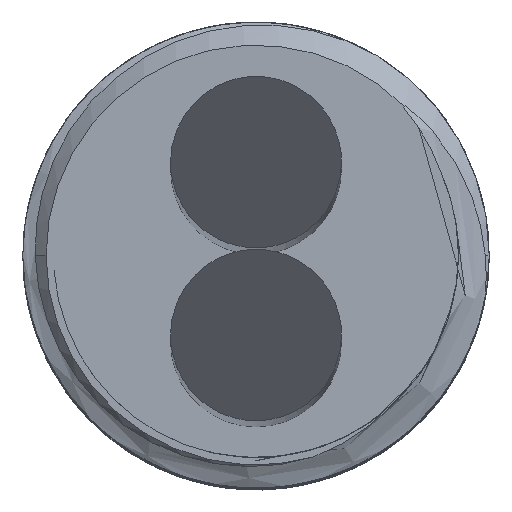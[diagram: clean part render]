
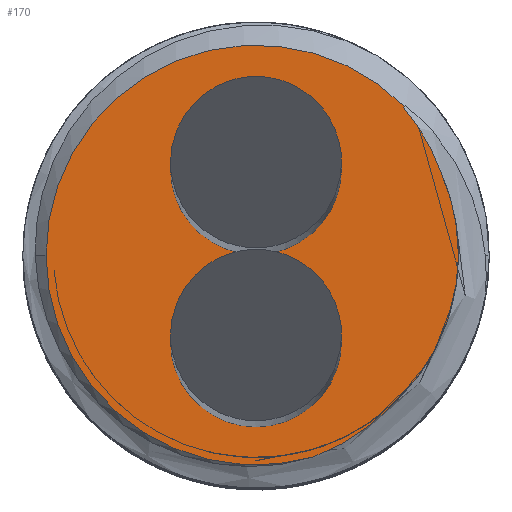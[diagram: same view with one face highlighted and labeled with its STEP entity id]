
A CAD part, top view. The second image highlights one B-rep face of the part: STEP entity #170.
In plain terms, the highlighted planar face has unit normal (0, 0, 1).
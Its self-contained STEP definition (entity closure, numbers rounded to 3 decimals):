
#20 = EDGE_LOOP ( 'NONE', ( #4371, #793, #4923, #3546, #571, #2816 ) ) ;
#34 = CARTESIAN_POINT ( 'NONE',  ( 1.895, 1.895, 17. ) ) ;
#145 = CARTESIAN_POINT ( 'NONE',  ( 0.731, -2.599, 17. ) ) ;
#159 = DIRECTION ( 'NONE',  ( 1., 0., 0. ) ) ;
#170 = ADVANCED_FACE ( 'NONE', ( #3826, #327, #1429 ), #3065, .T. ) ;
#239 = AXIS2_PLACEMENT_3D ( 'NONE', #4461, #478, #159 ) ;
#253 = VERTEX_POINT ( 'NONE', #872 ) ;
#295 = CARTESIAN_POINT ( 'NONE',  ( 1.1, 1.11, 17. ) ) ;
#327 = FACE_BOUND ( 'NONE', #3429, .T. ) ;
#352 = DIRECTION ( 'NONE',  ( 0., 0., 1. ) ) ;
#355 = EDGE_CURVE ( 'NONE', #4060, #1903, #2848, .T. ) ;
#383 = CARTESIAN_POINT ( 'NONE',  ( 2.38, 1.058, 17. ) ) ;
#458 = VERTEX_POINT ( 'NONE', #295 ) ;
#478 = DIRECTION ( 'NONE',  ( 0., 0., 1. ) ) ;
#532 = EDGE_CURVE ( 'NONE', #3751, #5025, #2265, .T. ) ;
#554 = CIRCLE ( 'NONE', #239, 2.7 ) ;
#560 = AXIS2_PLACEMENT_3D ( 'NONE', #1378, #2152, #1738 ) ;
#571 = ORIENTED_EDGE ( 'NONE', *, *, #2213, .T. ) ;
#671 = CARTESIAN_POINT ( 'NONE',  ( -1.1, 1.11, 17. ) ) ;
#677 = CARTESIAN_POINT ( 'NONE',  ( 1.738, -1.94, 17. ) ) ;
#756 = CARTESIAN_POINT ( 'NONE',  ( 0., 0., 17. ) ) ;
#793 = ORIENTED_EDGE ( 'NONE', *, *, #2522, .T. ) ;
#805 = AXIS2_PLACEMENT_3D ( 'NONE', #2331, #3898, #3583 ) ;
#811 = VECTOR ( 'NONE', #2543, 1000. ) ;
#872 = CARTESIAN_POINT ( 'NONE',  ( 1.738, -1.94, 17. ) ) ;
#875 = EDGE_CURVE ( 'NONE', #3176, #3132, #1703, .T. ) ;
#945 = DIRECTION ( 'NONE',  ( 0., 0., 1. ) ) ;
#1063 = VERTEX_POINT ( 'NONE', #1536 ) ;
#1085 = EDGE_CURVE ( 'NONE', #1063, #5025, #3242, .T. ) ;
#1108 = CARTESIAN_POINT ( 'NONE',  ( 0.92, -2.53, 17. ) ) ;
#1213 = AXIS2_PLACEMENT_3D ( 'NONE', #4357, #4211, #2979 ) ;
#1221 = EDGE_CURVE ( 'NONE', #1441, #458, #1666, .T. ) ;
#1378 = CARTESIAN_POINT ( 'NONE',  ( 0., -1.11, 17. ) ) ;
#1429 = FACE_OUTER_BOUND ( 'NONE', #20, .T. ) ;
#1441 = VERTEX_POINT ( 'NONE', #671 ) ;
#1536 = CARTESIAN_POINT ( 'NONE',  ( 2.38, 1.058, 17. ) ) ;
#1567 = EDGE_CURVE ( 'NONE', #3132, #3176, #4804, .T. ) ;
#1609 = CARTESIAN_POINT ( 'NONE',  ( 2.11, 1.647, 17. ) ) ;
#1627 = CARTESIAN_POINT ( 'NONE',  ( 0., 1.11, 17. ) ) ;
#1651 = CARTESIAN_POINT ( 'NONE',  ( 1.1, -1.11, 17. ) ) ;
#1666 = CIRCLE ( 'NONE', #4543, 1.1 ) ;
#1703 = CIRCLE ( 'NONE', #560, 1.1 ) ;
#1738 = DIRECTION ( 'NONE',  ( 1., 0., 0. ) ) ;
#1844 = CARTESIAN_POINT ( 'NONE',  ( 2.563, 0.538, 17. ) ) ;
#1903 = VERTEX_POINT ( 'NONE', #145 ) ;
#2127 = DIRECTION ( 'NONE',  ( 1., 0., 0. ) ) ;
#2152 = DIRECTION ( 'NONE',  ( 0., 0., 1. ) ) ;
#2213 = EDGE_CURVE ( 'NONE', #253, #1063, #2420, .T. ) ;
#2265 = LINE ( 'NONE', #4490, #811 ) ;
#2267 = CARTESIAN_POINT ( 'NONE',  ( 0.731, -2.599, 17. ) ) ;
#2292 = CARTESIAN_POINT ( 'NONE',  ( 1.597, -2.087, 17. ) ) ;
#2331 = CARTESIAN_POINT ( 'NONE',  ( 0., -1.11, 17. ) ) ;
#2420 = B_SPLINE_CURVE_WITH_KNOTS ( 'NONE', 3,
 ( #4505, #3412, #2914, #2941, #3357, #4960, #4476, #1844, #3773, #3718 ),
 .UNSPECIFIED., .F., .F.,
 ( 4, 2, 2, 2, 4 ),
 ( 0., 0.001, 0.002, 0.002, 0.003 ),
 .UNSPECIFIED. ) ;
#2454 = CARTESIAN_POINT ( 'NONE',  ( 0., 1.11, 17. ) ) ;
#2511 = CARTESIAN_POINT ( 'NONE',  ( -2.7, 0., 17. ) ) ;
#2522 = EDGE_CURVE ( 'NONE', #3751, #4060, #554, .T. ) ;
#2543 = DIRECTION ( 'NONE',  ( -0.707, -0.707, 0. ) ) ;
#2555 = ORIENTED_EDGE ( 'NONE', *, *, #3336, .F. ) ;
#2615 = EDGE_LOOP ( 'NONE', ( #3936, #2555 ) ) ;
#2648 = CARTESIAN_POINT ( 'NONE',  ( 1.442, -2.216, 17. ) ) ;
#2771 = AXIS2_PLACEMENT_3D ( 'NONE', #756, #352, #4630 ) ;
#2816 = ORIENTED_EDGE ( 'NONE', *, *, #1085, .T. ) ;
#2848 = CIRCLE ( 'NONE', #1213, 2.7 ) ;
#2914 = CARTESIAN_POINT ( 'NONE',  ( 2.117, -1.541, 17. ) ) ;
#2918 = DIRECTION ( 'NONE',  ( 1., 0., 0. ) ) ;
#2941 = CARTESIAN_POINT ( 'NONE',  ( 2.39, -1.071, 17. ) ) ;
#2979 = DIRECTION ( 'NONE',  ( 1., 0., 0. ) ) ;
#3047 = AXIS2_PLACEMENT_3D ( 'NONE', #1627, #945, #2918 ) ;
#3065 = PLANE ( 'NONE',  #2771 ) ;
#3101 = CARTESIAN_POINT ( 'NONE',  ( 2.272, 1.368, 17. ) ) ;
#3132 = VERTEX_POINT ( 'NONE', #1651 ) ;
#3176 = VERTEX_POINT ( 'NONE', #4396 ) ;
#3227 = CARTESIAN_POINT ( 'NONE',  ( 1.895, 1.895, 17. ) ) ;
#3242 = B_SPLINE_CURVE_WITH_KNOTS ( 'NONE', 3,
 ( #383, #3101, #1609, #34 ),
 .UNSPECIFIED., .F., .F.,
 ( 4, 4 ),
 ( 0., 0.001 ),
 .UNSPECIFIED. ) ;
#3336 = EDGE_CURVE ( 'NONE', #458, #1441, #4750, .T. ) ;
#3337 = DIRECTION ( 'NONE',  ( 0., 0., 1. ) ) ;
#3357 = CARTESIAN_POINT ( 'NONE',  ( 2.49, -0.811, 17. ) ) ;
#3412 = CARTESIAN_POINT ( 'NONE',  ( 1.943, -1.756, 17. ) ) ;
#3429 = EDGE_LOOP ( 'NONE', ( #4130, #4063 ) ) ;
#3473 = B_SPLINE_CURVE_WITH_KNOTS ( 'NONE', 3,
 ( #2267, #1108, #3523, #2648, #2292, #677 ),
 .UNSPECIFIED., .F., .F.,
 ( 4, 2, 4 ),
 ( 0.001, 0.001, 0.002 ),
 .UNSPECIFIED. ) ;
#3523 = CARTESIAN_POINT ( 'NONE',  ( 1.104, -2.437, 17. ) ) ;
#3546 = ORIENTED_EDGE ( 'NONE', *, *, #3747, .T. ) ;
#3583 = DIRECTION ( 'NONE',  ( 1., 0., 0. ) ) ;
#3718 = CARTESIAN_POINT ( 'NONE',  ( 2.38, 1.058, 17. ) ) ;
#3747 = EDGE_CURVE ( 'NONE', #1903, #253, #3473, .T. ) ;
#3751 = VERTEX_POINT ( 'NONE', #3840 ) ;
#3773 = CARTESIAN_POINT ( 'NONE',  ( 2.492, 0.806, 17. ) ) ;
#3826 = FACE_BOUND ( 'NONE', #2615, .T. ) ;
#3840 = CARTESIAN_POINT ( 'NONE',  ( 1.909, 1.909, 17. ) ) ;
#3898 = DIRECTION ( 'NONE',  ( 0., 0., 1. ) ) ;
#3936 = ORIENTED_EDGE ( 'NONE', *, *, #1221, .F. ) ;
#4060 = VERTEX_POINT ( 'NONE', #2511 ) ;
#4063 = ORIENTED_EDGE ( 'NONE', *, *, #1567, .F. ) ;
#4130 = ORIENTED_EDGE ( 'NONE', *, *, #875, .F. ) ;
#4211 = DIRECTION ( 'NONE',  ( 0., 0., 1. ) ) ;
#4357 = CARTESIAN_POINT ( 'NONE',  ( 0., 0., 17. ) ) ;
#4371 = ORIENTED_EDGE ( 'NONE', *, *, #532, .F. ) ;
#4396 = CARTESIAN_POINT ( 'NONE',  ( -1.1, -1.11, 17. ) ) ;
#4461 = CARTESIAN_POINT ( 'NONE',  ( 0., 0., 17. ) ) ;
#4476 = CARTESIAN_POINT ( 'NONE',  ( 2.619, -0.002, 17. ) ) ;
#4490 = CARTESIAN_POINT ( 'NONE',  ( 0., 0., 17. ) ) ;
#4505 = CARTESIAN_POINT ( 'NONE',  ( 1.738, -1.94, 17. ) ) ;
#4543 = AXIS2_PLACEMENT_3D ( 'NONE', #2454, #3337, #2127 ) ;
#4630 = DIRECTION ( 'NONE',  ( 1., 0., 0. ) ) ;
#4750 = CIRCLE ( 'NONE', #3047, 1.1 ) ;
#4804 = CIRCLE ( 'NONE', #805, 1.1 ) ;
#4923 = ORIENTED_EDGE ( 'NONE', *, *, #355, .T. ) ;
#4960 = CARTESIAN_POINT ( 'NONE',  ( 2.604, -0.28, 17. ) ) ;
#5025 = VERTEX_POINT ( 'NONE', #3227 ) ;
